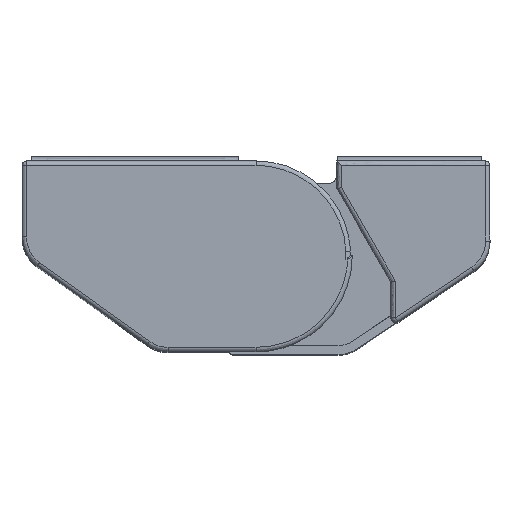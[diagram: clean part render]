
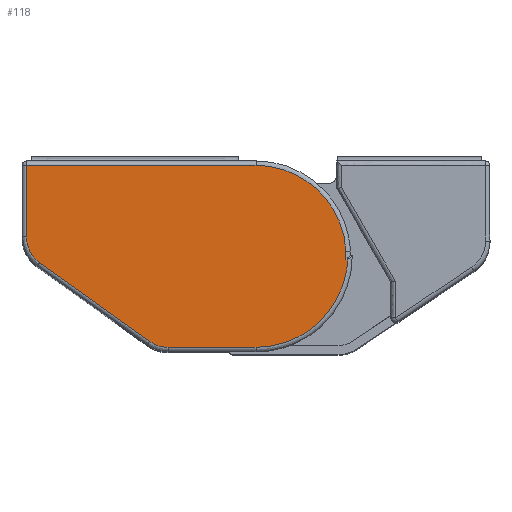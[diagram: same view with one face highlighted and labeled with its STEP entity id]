
A CAD part, top view. The second image highlights one B-rep face of the part: STEP entity #118.
In plain terms, the highlighted free-form (B-spline) face has degree [1, 1] with [2, 2] control points.
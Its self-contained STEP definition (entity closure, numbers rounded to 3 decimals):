
#5=CARTESIAN_POINT('',(-27.283,-11.209,67.0));
#6=CARTESIAN_POINT('',(11.97,-11.209,67.0));
#7=CARTESIAN_POINT('',(-27.283,11.009,67.0));
#8=CARTESIAN_POINT('',(11.97,11.009,67.0));
#9=B_SPLINE_SURFACE_WITH_KNOTS('',1,1,((#5,#7),(#6,#8)),.UNSPECIFIED.,.F.,.F.,.U.,(2,2),(2,2),(0.0,39.253),(0.0,22.218),.UNSPECIFIED.);
#10=CARTESIAN_POINT('',(10.188,-0.5,67.0));
#11=VERTEX_POINT('',#10);
#12=CARTESIAN_POINT('',(9.999,-0.5,67.0));
#13=VERTEX_POINT('',#12);
#14=CARTESIAN_POINT('',(10.188,-0.5,67.0));
#15=CARTESIAN_POINT('',(9.999,-0.5,67.0));
#16=QUASI_UNIFORM_CURVE('',1,(#14,#15),.UNSPECIFIED.,.F.,.U.);
#17=EDGE_CURVE('',#11,#13,#16,.T.);
#18=ORIENTED_EDGE('',*,*,#17,.T.);
#19=CARTESIAN_POINT('',(9.989,0.476,67.0));
#20=VERTEX_POINT('',#19);
#21=CARTESIAN_POINT('',(9.999,-0.5,67.0));
#22=CARTESIAN_POINT('',(9.999,-0.337,67.0));
#23=CARTESIAN_POINT('',(10.,-0.175,67.));
#24=CARTESIAN_POINT('',(10.,0.151,67.));
#25=CARTESIAN_POINT('',(9.996,0.314,67.));
#26=CARTESIAN_POINT('',(9.989,0.476,67.0));
#27=B_SPLINE_CURVE_WITH_KNOTS('',3,(#21,#22,#23,#24,#25,#26),.UNSPECIFIED.,.F.,.U.,(4,2,4),(0.0,0.5,1.0),.UNSPECIFIED.);
#28=EDGE_CURVE('',#13,#20,#27,.T.);
#29=ORIENTED_EDGE('',*,*,#28,.T.);
#30=CARTESIAN_POINT('',(0.,10.0,67.0));
#31=VERTEX_POINT('',#30);
#32=CARTESIAN_POINT('',(9.989,0.476,67.0));
#33=CARTESIAN_POINT('',(9.535,10.0,67.0));
#34=CARTESIAN_POINT('',(0.,10.0,67.0));
#42=(BOUNDED_CURVE()B_SPLINE_CURVE(2,(#32,#33,#34),.UNSPECIFIED.,.F.,.U.)CURVE()GEOMETRIC_REPRESENTATION_ITEM()QUASI_UNIFORM_CURVE()RATIONAL_B_SPLINE_CURVE((1.0,0.724,1.0))REPRESENTATION_ITEM(''));
#43=EDGE_CURVE('',#20,#31,#42,.T.);
#44=ORIENTED_EDGE('',*,*,#43,.T.);
#45=CARTESIAN_POINT('',(-25.5,10.0,67.0));
#46=VERTEX_POINT('',#45);
#47=CARTESIAN_POINT('',(0.,10.0,67.0));
#48=CARTESIAN_POINT('',(-25.5,10.0,67.0));
#49=QUASI_UNIFORM_CURVE('',1,(#47,#48),.UNSPECIFIED.,.F.,.U.);
#50=EDGE_CURVE('',#31,#46,#49,.T.);
#51=ORIENTED_EDGE('',*,*,#50,.T.);
#52=CARTESIAN_POINT('',(-25.5,2.056,67.0));
#53=VERTEX_POINT('',#52);
#54=CARTESIAN_POINT('',(-25.5,10.0,67.0));
#55=CARTESIAN_POINT('',(-25.5,2.056,67.0));
#56=QUASI_UNIFORM_CURVE('',1,(#54,#55),.UNSPECIFIED.,.F.,.U.);
#57=EDGE_CURVE('',#46,#53,#56,.T.);
#58=ORIENTED_EDGE('',*,*,#57,.T.);
#59=CARTESIAN_POINT('',(-24.037,-0.79,67.0));
#60=VERTEX_POINT('',#59);
#61=CARTESIAN_POINT('',(-25.5,2.056,67.0));
#62=CARTESIAN_POINT('',(-25.5,0.257,67.0));
#63=CARTESIAN_POINT('',(-24.037,-0.79,67.0));
#71=(BOUNDED_CURVE()B_SPLINE_CURVE(2,(#61,#62,#63),.UNSPECIFIED.,.F.,.U.)CURVE()GEOMETRIC_REPRESENTATION_ITEM()QUASI_UNIFORM_CURVE()RATIONAL_B_SPLINE_CURVE((1.0,0.889,1.0))REPRESENTATION_ITEM(''));
#72=EDGE_CURVE('',#53,#60,#71,.T.);
#73=ORIENTED_EDGE('',*,*,#72,.T.);
#74=CARTESIAN_POINT('',(-11.803,-9.546,67.0));
#75=VERTEX_POINT('',#74);
#76=CARTESIAN_POINT('',(-24.037,-0.79,67.0));
#77=CARTESIAN_POINT('',(-11.803,-9.546,67.0));
#78=QUASI_UNIFORM_CURVE('',1,(#76,#77),.UNSPECIFIED.,.F.,.U.);
#79=EDGE_CURVE('',#60,#75,#78,.T.);
#80=ORIENTED_EDGE('',*,*,#79,.T.);
#81=CARTESIAN_POINT('',(-9.766,-10.2,67.0));
#82=VERTEX_POINT('',#81);
#83=CARTESIAN_POINT('',(-11.803,-9.546,67.0));
#84=CARTESIAN_POINT('',(-10.89,-10.2,67.0));
#85=CARTESIAN_POINT('',(-9.766,-10.2,67.0));
#93=(BOUNDED_CURVE()B_SPLINE_CURVE(2,(#83,#84,#85),.UNSPECIFIED.,.F.,.U.)CURVE()GEOMETRIC_REPRESENTATION_ITEM()QUASI_UNIFORM_CURVE()RATIONAL_B_SPLINE_CURVE((1.0,0.952,1.0))REPRESENTATION_ITEM(''));
#94=EDGE_CURVE('',#75,#82,#93,.T.);
#95=ORIENTED_EDGE('',*,*,#94,.T.);
#96=CARTESIAN_POINT('',(0.,-10.2,67.0));
#97=VERTEX_POINT('',#96);
#98=CARTESIAN_POINT('',(-9.766,-10.2,67.0));
#99=CARTESIAN_POINT('',(0.,-10.2,67.0));
#100=QUASI_UNIFORM_CURVE('',1,(#98,#99),.UNSPECIFIED.,.F.,.U.);
#101=EDGE_CURVE('',#82,#97,#100,.T.);
#102=ORIENTED_EDGE('',*,*,#101,.T.);
#103=CARTESIAN_POINT('',(0.,-10.2,67.0));
#104=CARTESIAN_POINT('',(9.712,-10.2,67.0));
#105=CARTESIAN_POINT('',(10.188,-0.5,67.0));
#113=(BOUNDED_CURVE()B_SPLINE_CURVE(2,(#103,#104,#105),.UNSPECIFIED.,.F.,.U.)CURVE()GEOMETRIC_REPRESENTATION_ITEM()QUASI_UNIFORM_CURVE()RATIONAL_B_SPLINE_CURVE((1.0,0.724,1.0))REPRESENTATION_ITEM(''));
#114=EDGE_CURVE('',#97,#11,#113,.T.);
#115=ORIENTED_EDGE('',*,*,#114,.T.);
#116=EDGE_LOOP('',(#18,#29,#44,#51,#58,#73,#80,#95,#102,#115));
#117=FACE_OUTER_BOUND('',#116,.T.);
#118=ADVANCED_FACE('',(#117),#9,.T.);
